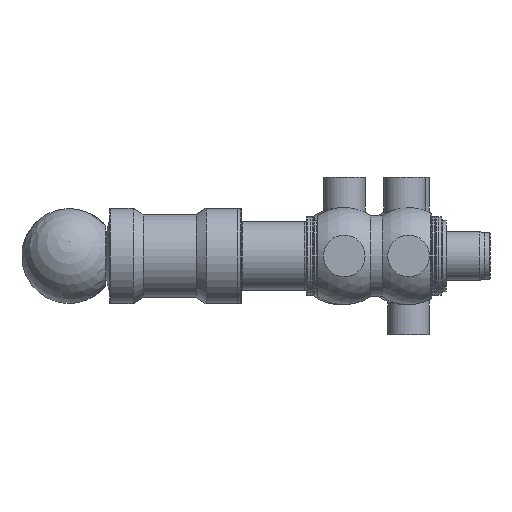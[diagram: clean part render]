
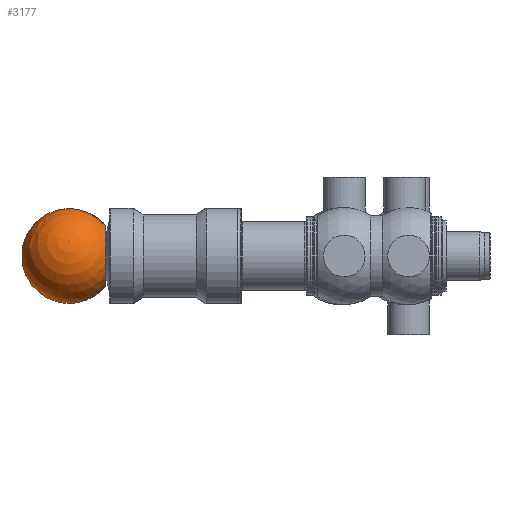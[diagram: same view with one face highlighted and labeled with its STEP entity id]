
A CAD part, left-side view. The second image highlights one B-rep face of the part: STEP entity #3177.
In plain terms, the highlighted spherical face has radius 72.5 mm.
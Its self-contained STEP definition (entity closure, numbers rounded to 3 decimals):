
#231=SPHERICAL_SURFACE('',#3726,72.5);
#636=FACE_BOUND('',#1485,.T.);
#1485=EDGE_LOOP('',(#2805));
#1768=CIRCLE('',#3727,46.648);
#2032=VERTEX_POINT('',#5793);
#2296=EDGE_CURVE('',#2032,#2032,#1768,.T.);
#2805=ORIENTED_EDGE('',*,*,#2296,.F.);
#3177=ADVANCED_FACE('',(#636),#231,.T.);
#3726=AXIS2_PLACEMENT_3D('',#5792,#4846,#4847);
#3727=AXIS2_PLACEMENT_3D('',#5794,#4848,#4849);
#4846=DIRECTION('center_axis',(0.,0.,1.));
#4847=DIRECTION('ref_axis',(1.,0.,0.));
#4848=DIRECTION('center_axis',(0.,-1.,0.));
#4849=DIRECTION('ref_axis',(1.,0.,0.));
#5792=CARTESIAN_POINT('Origin',(150.,266.5,0.));
#5793=CARTESIAN_POINT('',(196.648,211.,0.));
#5794=CARTESIAN_POINT('Origin',(150.,211.,0.));
